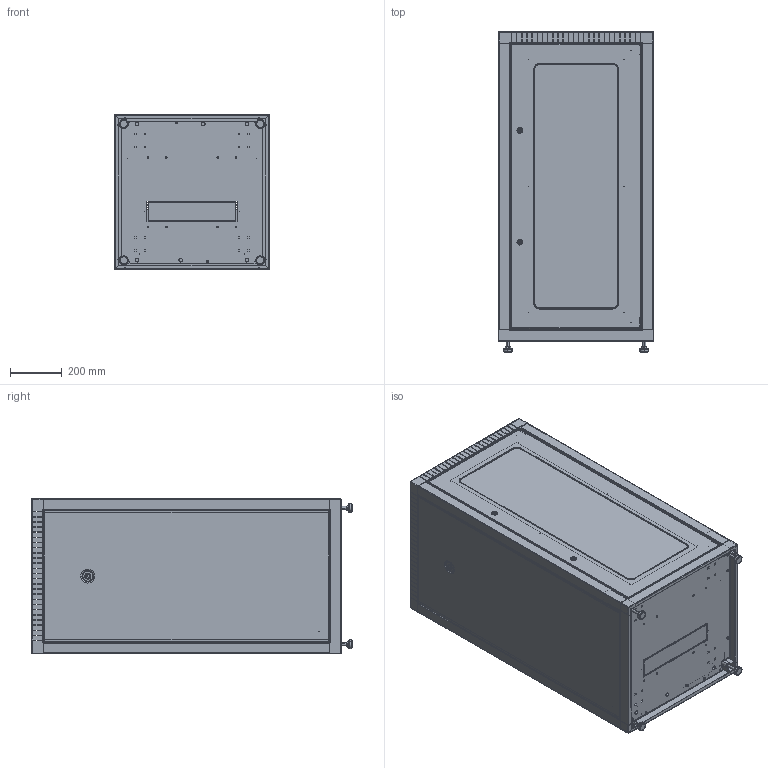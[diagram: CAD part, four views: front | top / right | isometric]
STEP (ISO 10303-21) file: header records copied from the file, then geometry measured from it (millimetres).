
FILE_DESCRIPTION (( 'STEP AP203' ), '1' );
FILE_NAME ('LE05-18U66-GM.STEP', '2025-08-05T06:02:02', ( '' ), ( '' ), 'SwSTEP 2.0', 'SolidWorks 2022', '' );
FILE_SCHEMA (( 'CONFIG_CONTROL_DESIGN' ));
Products named in the file (1): LE05-18U66-GM
Bounding box: 600 x 1242.1 x 603.8 mm (x, y, z)
Surface area: 8185357.2 mm2 (no closed solid volume)
Topology: 0 solids, 158 shells, 1145 faces, 8206 edges, 6923 vertices
Faces by surface type: plane 693, cylinder 365, cone 43, torus 34, sphere 6, bspline 4
Entity records: 80316 total; most frequent: CARTESIAN_POINT 17339, DIRECTION 12477, ORIENTED_EDGE 10299, EDGE_CURVE 8204, VERTEX_POINT 6923, VECTOR 6023, LINE 6023, AXIS2_PLACEMENT_3D 3227
